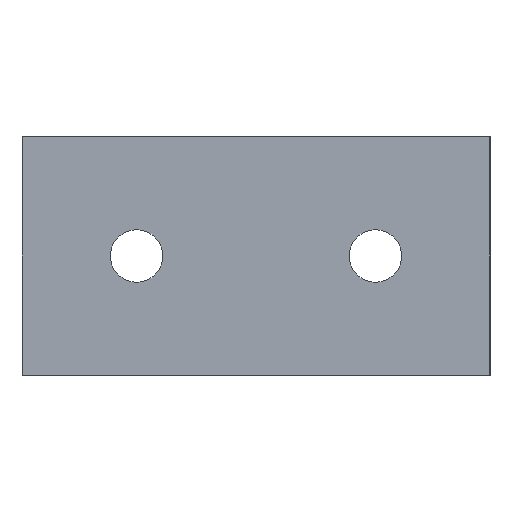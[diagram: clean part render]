
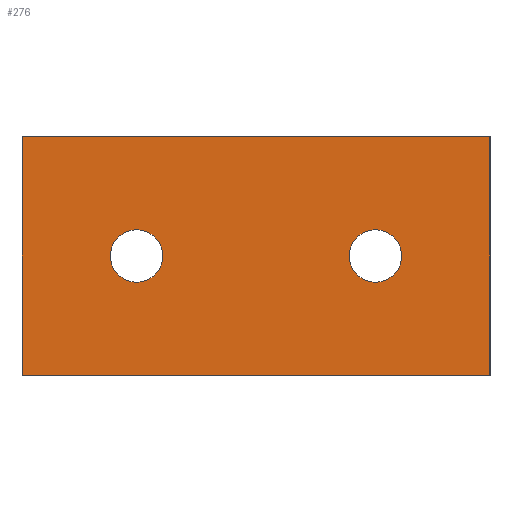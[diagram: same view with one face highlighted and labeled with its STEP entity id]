
A CAD part, left-side view. The second image highlights one B-rep face of the part: STEP entity #276.
In plain terms, the highlighted planar face has unit normal (-1, 0, 0).
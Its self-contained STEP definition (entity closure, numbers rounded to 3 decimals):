
#15=FACE_BOUND('',#55,.T.);
#16=FACE_BOUND('',#56,.T.);
#26=PLANE('',#318);
#40=FACE_OUTER_BOUND('',#54,.T.);
#54=EDGE_LOOP('',(#229,#230,#231,#232));
#55=EDGE_LOOP('',(#233));
#56=EDGE_LOOP('',(#234));
#76=LINE('',#433,#104);
#88=LINE('',#457,#116);
#91=LINE('',#462,#119);
#92=LINE('',#463,#120);
#104=VECTOR('',#360,10.);
#116=VECTOR('',#376,10.);
#119=VECTOR('',#381,10.);
#120=VECTOR('',#382,10.);
#127=CIRCLE('',#307,2.75);
#131=CIRCLE('',#313,2.75);
#135=VERTEX_POINT('',#407);
#139=VERTEX_POINT('',#419);
#144=VERTEX_POINT('',#430);
#145=VERTEX_POINT('',#432);
#154=VERTEX_POINT('',#454);
#155=VERTEX_POINT('',#456);
#160=EDGE_CURVE('',#135,#135,#127,.T.);
#166=EDGE_CURVE('',#139,#139,#131,.T.);
#172=EDGE_CURVE('',#144,#145,#76,.T.);
#184=EDGE_CURVE('',#155,#154,#88,.T.);
#187=EDGE_CURVE('',#154,#145,#91,.T.);
#188=EDGE_CURVE('',#155,#144,#92,.T.);
#229=ORIENTED_EDGE('',*,*,#184,.T.);
#230=ORIENTED_EDGE('',*,*,#187,.T.);
#231=ORIENTED_EDGE('',*,*,#172,.F.);
#232=ORIENTED_EDGE('',*,*,#188,.F.);
#233=ORIENTED_EDGE('',*,*,#160,.T.);
#234=ORIENTED_EDGE('',*,*,#166,.T.);
#276=ADVANCED_FACE('',(#40,#15,#16),#26,.T.);
#307=AXIS2_PLACEMENT_3D('',#408,#336,#337);
#313=AXIS2_PLACEMENT_3D('',#420,#350,#351);
#318=AXIS2_PLACEMENT_3D('',#461,#379,#380);
#336=DIRECTION('center_axis',(1.,0.,0.));
#337=DIRECTION('ref_axis',(0.,0.,-1.));
#350=DIRECTION('center_axis',(1.,0.,0.));
#351=DIRECTION('ref_axis',(0.,0.,-1.));
#360=DIRECTION('',(0.,0.,1.));
#376=DIRECTION('',(0.,0.,1.));
#379=DIRECTION('center_axis',(-1.,0.,0.));
#380=DIRECTION('ref_axis',(0.,0.,1.));
#381=DIRECTION('',(0.,1.,0.));
#382=DIRECTION('',(0.,1.,0.));
#407=CARTESIAN_POINT('',(-125.,12.,-9.75));
#408=CARTESIAN_POINT('Origin',(-125.,12.,-12.5));
#419=CARTESIAN_POINT('',(-125.,37.,-9.75));
#420=CARTESIAN_POINT('Origin',(-125.,37.,-12.5));
#430=CARTESIAN_POINT('',(-125.,49.,-25.));
#432=CARTESIAN_POINT('',(-125.,49.,0.));
#433=CARTESIAN_POINT('',(-125.,49.,-25.));
#454=CARTESIAN_POINT('',(-125.,0.,0.));
#456=CARTESIAN_POINT('',(-125.,0.,-25.));
#457=CARTESIAN_POINT('',(-125.,0.,-25.));
#461=CARTESIAN_POINT('Origin',(-125.,0.,-25.));
#462=CARTESIAN_POINT('',(-125.,0.,0.));
#463=CARTESIAN_POINT('',(-125.,0.,-25.));
